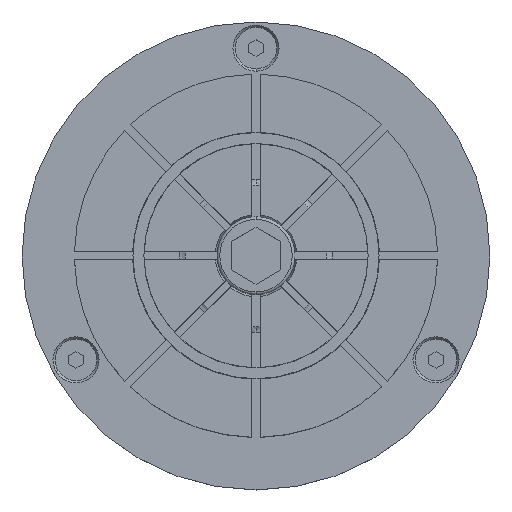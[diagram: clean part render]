
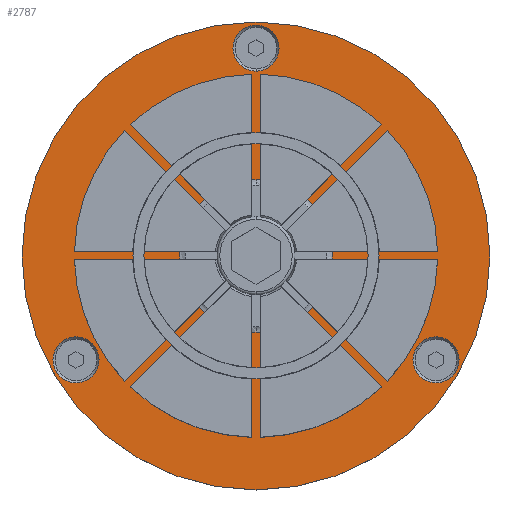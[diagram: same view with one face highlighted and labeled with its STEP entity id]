
A CAD part, top view. The second image highlights one B-rep face of the part: STEP entity #2787.
In plain terms, the highlighted planar face has unit normal (0, 0, 1).
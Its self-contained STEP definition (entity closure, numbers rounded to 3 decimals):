
#20 = DIRECTION ( 'NONE',  ( -0.866, -0.5, 0. ) ) ;
#68 = DIRECTION ( 'NONE',  ( 0., 0., -1. ) ) ;
#188 = AXIS2_PLACEMENT_3D ( 'NONE', #563, #1114, #3297 ) ;
#367 = CARTESIAN_POINT ( 'NONE',  ( 45.457, -26.245, 7.874 ) ) ;
#402 = CARTESIAN_POINT ( 'NONE',  ( 66.446, 0., 7.874 ) ) ;
#450 = EDGE_CURVE ( 'NONE', #5694, #785, #3154, .T. ) ;
#506 = CIRCLE ( 'NONE', #7076, 66.446 ) ;
#525 = CARTESIAN_POINT ( 'NONE',  ( -56.785, -32.785, 7.874 ) ) ;
#563 = CARTESIAN_POINT ( 'NONE',  ( 51.121, -29.515, 7.874 ) ) ;
#579 = CIRCLE ( 'NONE', #3688, 6.54 ) ;
#592 = EDGE_LOOP ( 'NONE', ( #1957, #5996 ) ) ;
#785 = VERTEX_POINT ( 'NONE', #5950 ) ;
#836 = CIRCLE ( 'NONE', #4507, 6.541 ) ;
#915 = DIRECTION ( 'NONE',  ( 0., 1., 0. ) ) ;
#931 = VERTEX_POINT ( 'NONE', #2171 ) ;
#965 = CIRCLE ( 'NONE', #5105, 6.54 ) ;
#998 = ORIENTED_EDGE ( 'NONE', *, *, #2985, .T. ) ;
#1114 = DIRECTION ( 'NONE',  ( 0., 0., -1. ) ) ;
#1285 = ORIENTED_EDGE ( 'NONE', *, *, #3897, .T. ) ;
#1396 = ORIENTED_EDGE ( 'NONE', *, *, #7035, .T. ) ;
#1453 = CARTESIAN_POINT ( 'NONE',  ( 0., 0., 7.874 ) ) ;
#1483 = FACE_BOUND ( 'NONE', #2410, .T. ) ;
#1544 = VERTEX_POINT ( 'NONE', #6107 ) ;
#1556 = DIRECTION ( 'NONE',  ( 0., -1., 0. ) ) ;
#1603 = DIRECTION ( 'NONE',  ( 0.866, -0.5, 0. ) ) ;
#1839 = ORIENTED_EDGE ( 'NONE', *, *, #6324, .T. ) ;
#1889 = DIRECTION ( 'NONE',  ( -0.866, -0.5, 0. ) ) ;
#1957 = ORIENTED_EDGE ( 'NONE', *, *, #5273, .T. ) ;
#2157 = DIRECTION ( 'NONE',  ( 0., 0., -1. ) ) ;
#2166 = EDGE_CURVE ( 'NONE', #4469, #1544, #5304, .T. ) ;
#2171 = CARTESIAN_POINT ( 'NONE',  ( 0., -66.446, 7.874 ) ) ;
#2206 = AXIS2_PLACEMENT_3D ( 'NONE', #4783, #5735, #6989 ) ;
#2410 = EDGE_LOOP ( 'NONE', ( #1396, #5743 ) ) ;
#2500 = DIRECTION ( 'NONE',  ( 0., 0., -1. ) ) ;
#2504 = EDGE_LOOP ( 'NONE', ( #3020, #4809 ) ) ;
#2561 = DIRECTION ( 'NONE',  ( 0., 0., -1. ) ) ;
#2595 = PLANE ( 'NONE',  #5995 ) ;
#2660 = FACE_BOUND ( 'NONE', #3366, .T. ) ;
#2662 = CARTESIAN_POINT ( 'NONE',  ( -51.121, -29.515, 7.874 ) ) ;
#2728 = DIRECTION ( 'NONE',  ( 0., 0., -1. ) ) ;
#2736 = ORIENTED_EDGE ( 'NONE', *, *, #2166, .T. ) ;
#2787 = ADVANCED_FACE ( 'NONE', ( #3778, #3708, #2660, #1483, #5901 ), #2595, .T. ) ;
#2985 = EDGE_CURVE ( 'NONE', #1544, #4469, #836, .T. ) ;
#3020 = ORIENTED_EDGE ( 'NONE', *, *, #6877, .F. ) ;
#3079 = CARTESIAN_POINT ( 'NONE',  ( -45.457, -26.245, 7.874 ) ) ;
#3152 = VERTEX_POINT ( 'NONE', #3079 ) ;
#3154 = CIRCLE ( 'NONE', #188, 6.54 ) ;
#3192 = EDGE_CURVE ( 'NONE', #6917, #4642, #4968, .T. ) ;
#3205 = CARTESIAN_POINT ( 'NONE',  ( 51.121, -29.515, 7.874 ) ) ;
#3297 = DIRECTION ( 'NONE',  ( 0.866, -0.5, 0. ) ) ;
#3366 = EDGE_LOOP ( 'NONE', ( #2736, #998 ) ) ;
#3466 = CARTESIAN_POINT ( 'NONE',  ( 0., 21.717, 7.874 ) ) ;
#3493 = CARTESIAN_POINT ( 'NONE',  ( 0., 59.03, 7.874 ) ) ;
#3528 = CARTESIAN_POINT ( 'NONE',  ( 0., 66.446, 7.874 ) ) ;
#3612 = CIRCLE ( 'NONE', #6965, 21.717 ) ;
#3688 = AXIS2_PLACEMENT_3D ( 'NONE', #2662, #2157, #20 ) ;
#3708 = FACE_BOUND ( 'NONE', #5305, .T. ) ;
#3778 = FACE_BOUND ( 'NONE', #592, .T. ) ;
#3897 = EDGE_CURVE ( 'NONE', #6098, #3152, #579, .T. ) ;
#4044 = CARTESIAN_POINT ( 'NONE',  ( -51.121, -29.515, 7.874 ) ) ;
#4469 = VERTEX_POINT ( 'NONE', #6477 ) ;
#4507 = AXIS2_PLACEMENT_3D ( 'NONE', #3493, #2728, #6887 ) ;
#4590 = CARTESIAN_POINT ( 'NONE',  ( 0., 0., 7.874 ) ) ;
#4642 = VERTEX_POINT ( 'NONE', #3466 ) ;
#4783 = CARTESIAN_POINT ( 'NONE',  ( 0., 0., 7.874 ) ) ;
#4801 = DIRECTION ( 'NONE',  ( 0., 0., 1. ) ) ;
#4809 = ORIENTED_EDGE ( 'NONE', *, *, #6284, .F. ) ;
#4810 = DIRECTION ( 'NONE',  ( 0., 0., -1. ) ) ;
#4898 = DIRECTION ( 'NONE',  ( 0., 1., 0. ) ) ;
#4930 = DIRECTION ( 'NONE',  ( 0., 0., -1. ) ) ;
#4968 = CIRCLE ( 'NONE', #2206, 21.717 ) ;
#4990 = CIRCLE ( 'NONE', #5224, 66.446 ) ;
#5105 = AXIS2_PLACEMENT_3D ( 'NONE', #4044, #2500, #1889 ) ;
#5224 = AXIS2_PLACEMENT_3D ( 'NONE', #1453, #6824, #915 ) ;
#5273 = EDGE_CURVE ( 'NONE', #785, #5694, #6944, .T. ) ;
#5304 = CIRCLE ( 'NONE', #6805, 6.541 ) ;
#5305 = EDGE_LOOP ( 'NONE', ( #1285, #1839 ) ) ;
#5610 = VERTEX_POINT ( 'NONE', #3528 ) ;
#5645 = AXIS2_PLACEMENT_3D ( 'NONE', #3205, #4810, #1603 ) ;
#5694 = VERTEX_POINT ( 'NONE', #367 ) ;
#5735 = DIRECTION ( 'NONE',  ( 0., 0., -1. ) ) ;
#5743 = ORIENTED_EDGE ( 'NONE', *, *, #3192, .T. ) ;
#5901 = FACE_OUTER_BOUND ( 'NONE', #2504, .T. ) ;
#5950 = CARTESIAN_POINT ( 'NONE',  ( 56.785, -32.785, 7.874 ) ) ;
#5995 = AXIS2_PLACEMENT_3D ( 'NONE', #402, #4801, #1556 ) ;
#5996 = ORIENTED_EDGE ( 'NONE', *, *, #450, .T. ) ;
#6012 = DIRECTION ( 'NONE',  ( 0., 1., 0. ) ) ;
#6073 = CARTESIAN_POINT ( 'NONE',  ( 0., 59.03, 7.874 ) ) ;
#6098 = VERTEX_POINT ( 'NONE', #525 ) ;
#6107 = CARTESIAN_POINT ( 'NONE',  ( 0., 52.489, 7.874 ) ) ;
#6140 = DIRECTION ( 'NONE',  ( 0., 1., 0. ) ) ;
#6284 = EDGE_CURVE ( 'NONE', #931, #5610, #506, .T. ) ;
#6324 = EDGE_CURVE ( 'NONE', #3152, #6098, #965, .T. ) ;
#6477 = CARTESIAN_POINT ( 'NONE',  ( 0., 65.57, 7.874 ) ) ;
#6805 = AXIS2_PLACEMENT_3D ( 'NONE', #6073, #4930, #4898 ) ;
#6824 = DIRECTION ( 'NONE',  ( 0., 0., -1. ) ) ;
#6864 = CARTESIAN_POINT ( 'NONE',  ( 0., -21.717, 7.874 ) ) ;
#6877 = EDGE_CURVE ( 'NONE', #5610, #931, #4990, .T. ) ;
#6887 = DIRECTION ( 'NONE',  ( 0., 1., 0. ) ) ;
#6917 = VERTEX_POINT ( 'NONE', #6864 ) ;
#6944 = CIRCLE ( 'NONE', #5645, 6.54 ) ;
#6965 = AXIS2_PLACEMENT_3D ( 'NONE', #7009, #2561, #6012 ) ;
#6989 = DIRECTION ( 'NONE',  ( 0., 1., 0. ) ) ;
#7009 = CARTESIAN_POINT ( 'NONE',  ( 0., 0., 7.874 ) ) ;
#7035 = EDGE_CURVE ( 'NONE', #4642, #6917, #3612, .T. ) ;
#7076 = AXIS2_PLACEMENT_3D ( 'NONE', #4590, #68, #6140 ) ;
